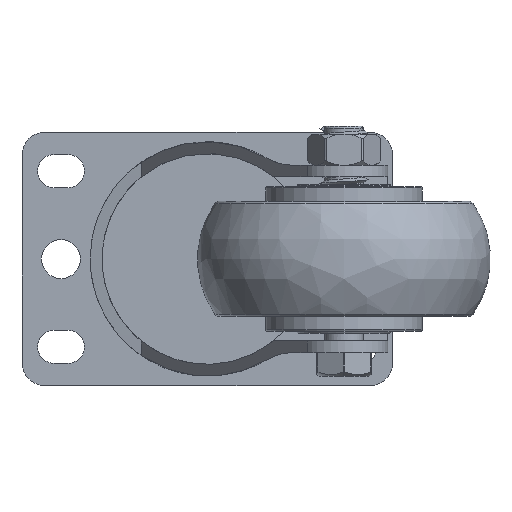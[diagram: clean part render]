
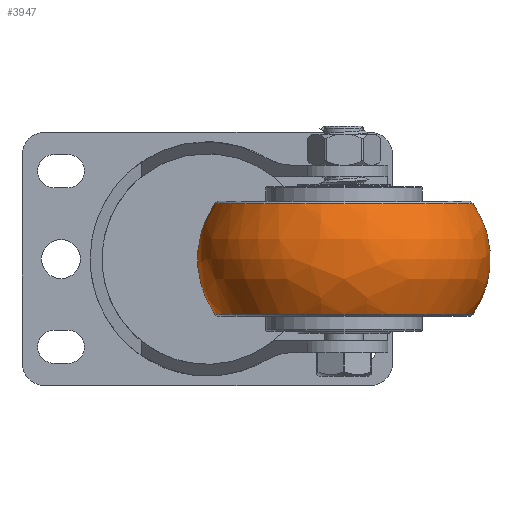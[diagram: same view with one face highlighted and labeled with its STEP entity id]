
A CAD part, front view. The second image highlights one B-rep face of the part: STEP entity #3947.
In plain terms, the highlighted free-form (B-spline) face has degree [3, 3] with [7, 4] control points.
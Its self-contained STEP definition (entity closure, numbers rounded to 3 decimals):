
#3358=CARTESIAN_POINT('',(0.,14.134,0.));
#3359=DIRECTION('',(0.,1.,0.));
#3360=DIRECTION('',(1.,0.,0.));
#3361=AXIS2_PLACEMENT_3D('',#3358,#3359,#3360);
#3363=CARTESIAN_POINT('',(-12.57,0.,0.));
#3364=DIRECTION('',(0.,0.,1.));
#3365=DIRECTION('',(-0.824,0.567,0.));
#3366=AXIS2_PLACEMENT_3D('',#3363,#3364,#3365);
#3368=CARTESIAN_POINT('',(0.,-14.134,0.));
#3369=DIRECTION('',(0.,-1.,0.));
#3370=DIRECTION('',(-1.,0.,0.));
#3371=AXIS2_PLACEMENT_3D('',#3368,#3369,#3370);
#3373=CARTESIAN_POINT('',(12.57,0.,0.));
#3374=DIRECTION('',(0.,0.,1.));
#3375=DIRECTION('',(0.824,-0.567,0.));
#3376=AXIS2_PLACEMENT_3D('',#3373,#3374,#3375);
#3465=CARTESIAN_POINT('',(-33.106,14.134,0.));
#3466=CARTESIAN_POINT('',(33.106,14.134,0.));
#3467=VERTEX_POINT('',#3465);
#3468=VERTEX_POINT('',#3466);
#3473=CARTESIAN_POINT('',(33.106,-14.134,0.));
#3474=CARTESIAN_POINT('',(-33.106,-14.134,
0.));
#3475=VERTEX_POINT('',#3473);
#3476=VERTEX_POINT('',#3474);
#3911=CARTESIAN_POINT('',(-32.695,14.625,2.057));
#3912=CARTESIAN_POINT('',(-39.232,5.583,2.468));
#3913=CARTESIAN_POINT('',(-39.232,-5.583,
2.468));
#3914=CARTESIAN_POINT('',(-32.695,-14.625,
2.057));
#3915=CARTESIAN_POINT('',(-33.961,14.625,
-18.063));
#3916=CARTESIAN_POINT('',(-40.751,5.583,
-21.675));
#3917=CARTESIAN_POINT('',(-40.751,-5.583,
-21.675));
#3918=CARTESIAN_POINT('',(-33.961,-14.625,
-18.063));
#3919=CARTESIAN_POINT('',(-20.16,14.625,
-32.76));
#3920=CARTESIAN_POINT('',(-24.191,5.583,
-39.309));
#3921=CARTESIAN_POINT('',(-24.191,-5.583,
-39.309));
#3922=CARTESIAN_POINT('',(-20.16,-14.625,
-32.76));
#3923=CARTESIAN_POINT('',(0.,14.625,
-32.76));
#3924=CARTESIAN_POINT('',(0.,5.583,
-39.309));
#3925=CARTESIAN_POINT('',(0.,-5.583,
-39.309));
#3926=CARTESIAN_POINT('',(0.,-14.625,
-32.76));
#3927=CARTESIAN_POINT('',(20.16,14.625,-32.76));
#3928=CARTESIAN_POINT('',(24.191,5.583,-39.309));
#3929=CARTESIAN_POINT('',(24.191,-5.583,
-39.309));
#3930=CARTESIAN_POINT('',(20.16,-14.625,
-32.76));
#3931=CARTESIAN_POINT('',(33.961,14.625,-18.063));
#3932=CARTESIAN_POINT('',(40.751,5.583,-21.675));
#3933=CARTESIAN_POINT('',(40.751,-5.583,
-21.675));
#3934=CARTESIAN_POINT('',(33.961,-14.625,
-18.063));
#3935=CARTESIAN_POINT('',(32.695,14.625,2.057));
#3936=CARTESIAN_POINT('',(39.232,5.583,2.468));
#3937=CARTESIAN_POINT('',(39.232,-5.583,2.468));
#3938=CARTESIAN_POINT('',(32.695,-14.625,2.057));
#3939=(BOUNDED_SURFACE()B_SPLINE_SURFACE(3,3,((#3911,#3912,#3913,#3914),(#3915,
#3916,#3917,#3918),(#3919,#3920,#3921,#3922),(#3923,#3924,#3925,#3926),(#3927,
#3928,#3929,#3930),(#3931,#3932,#3933,#3934),(#3935,#3936,#3937,#3938)),
.UNSPECIFIED.,.F.,.F.,.F.)B_SPLINE_SURFACE_WITH_KNOTS((4,3,4),(4,4),(0.,1.,
2.),(0.,1.),.UNSPECIFIED.)GEOMETRIC_REPRESENTATION_ITEM()RATIONAL_B_SPLINE_SURFACE(((1.312,1.146,1.146,1.312),(
1.036,0.905,0.905,1.036),(
1.036,0.905,0.905,1.036),(
1.312,1.146,1.146,1.312),(
1.036,0.905,0.905,1.036),(
1.036,0.905,0.905,1.036),(
1.312,1.146,1.146,1.312)))REPRESENTATION_ITEM('')SURFACE());
#3941=ORIENTED_EDGE('',*,*,#3940,.T.);
#3942=ORIENTED_EDGE('',*,*,#3512,.T.);
#3943=ORIENTED_EDGE('',*,*,#3905,.T.);
#3944=ORIENTED_EDGE('',*,*,#3508,.T.);
#3945=EDGE_LOOP('',(#3941,#3942,#3943,#3944));
#3946=FACE_OUTER_BOUND('',#3945,.F.);
#3362=CIRCLE('',#3361,33.106);
#3367=CIRCLE('',#3366,24.93);
#3372=CIRCLE('',#3371,33.106);
#3377=CIRCLE('',#3376,24.93);
#3508=EDGE_CURVE('',#3475,#3468,#3377,.T.);
#3512=EDGE_CURVE('',#3467,#3476,#3367,.T.);
#3905=EDGE_CURVE('',#3476,#3475,#3372,.T.);
#3940=EDGE_CURVE('',#3468,#3467,#3362,.T.);
#3947=ADVANCED_FACE('',(#3946),#3939,.T.);
